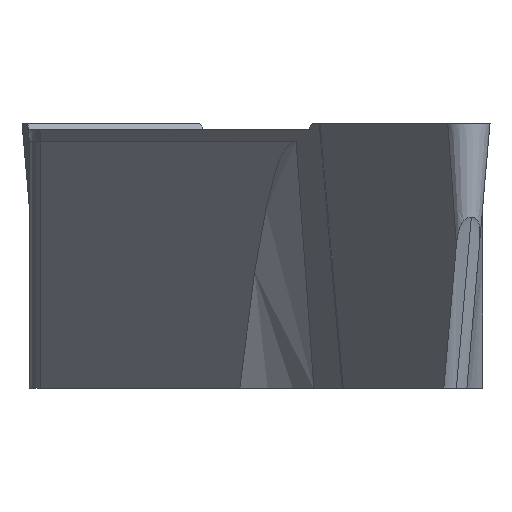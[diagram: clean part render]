
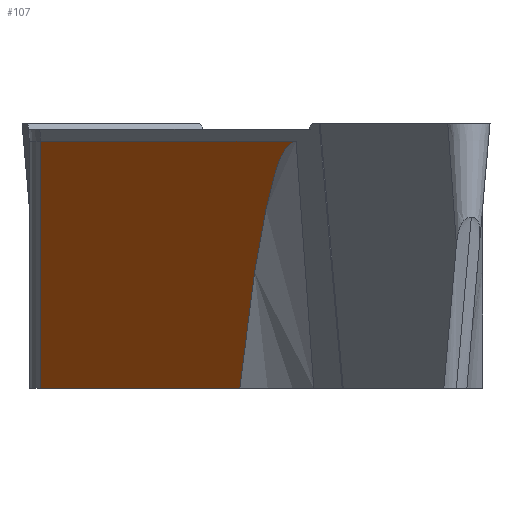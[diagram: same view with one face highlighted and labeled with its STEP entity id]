
A CAD part, front view. The second image highlights one B-rep face of the part: STEP entity #107.
In plain terms, the highlighted planar face has unit normal (-0.819, -0.574, 0).
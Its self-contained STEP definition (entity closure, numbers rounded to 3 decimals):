
#107=ADVANCED_FACE('',(#168),#137,.F.);
#137=PLANE('',#1106);
#168=FACE_OUTER_BOUND('',#202,.T.);
#202=EDGE_LOOP('',(#349,#350,#351,#352,#353));
#349=ORIENTED_EDGE('',*,*,#593,.T.);
#350=ORIENTED_EDGE('',*,*,#610,.T.);
#351=ORIENTED_EDGE('',*,*,#607,.F.);
#352=ORIENTED_EDGE('',*,*,#609,.F.);
#353=ORIENTED_EDGE('',*,*,#580,.T.);
#495=VERTEX_POINT('',#1715);
#496=VERTEX_POINT('',#1717);
#504=VERTEX_POINT('',#1741);
#511=VERTEX_POINT('',#1817);
#512=VERTEX_POINT('',#1818);
#580=EDGE_CURVE('',#496,#495,#843,.T.);
#593=EDGE_CURVE('',#495,#504,#855,.T.);
#607=EDGE_CURVE('',#511,#512,#641,.T.);
#609=EDGE_CURVE('',#496,#511,#643,.T.);
#610=EDGE_CURVE('',#504,#512,#860,.T.);
#641=B_SPLINE_CURVE_WITH_KNOTS('',3,(#1809,#1810,#1811,#1812,#1813,#1814,
#1815,#1816),.UNSPECIFIED.,.F.,.F.,(4,2,2,4),(0.,0.25,0.5,1.),
 .UNSPECIFIED.);
#643=B_SPLINE_CURVE_WITH_KNOTS('',3,(#1826,#1827,#1828,#1829,#1830,#1831,
#1832),.UNSPECIFIED.,.F.,.F.,(4,3,4),(0.,0.07,1.),
 .UNSPECIFIED.);
#843=LINE('',#1716,#953);
#855=LINE('',#1742,#965);
#860=LINE('',#1834,#973);
#953=VECTOR('',#1237,1.);
#965=VECTOR('',#1259,1.);
#973=VECTOR('',#1287,1.);
#1106=AXIS2_PLACEMENT_3D('',#1835,#1288,#1289);
#1237=DIRECTION('',(-0.574,0.819,0.));
#1259=DIRECTION('',(0.,0.,-1.));
#1287=DIRECTION('',(0.574,-0.819,0.));
#1288=DIRECTION('',(0.819,0.574,0.));
#1289=DIRECTION('',(0.574,-0.819,0.));
#1715=CARTESIAN_POINT('',(-3.681,-1.496,-0.3));
#1716=CARTESIAN_POINT('',(-7.602,4.104,-0.3));
#1717=CARTESIAN_POINT('',(0.686,-7.733,-0.3));
#1741=CARTESIAN_POINT('',(-3.681,-1.496,-4.525));
#1742=CARTESIAN_POINT('',(-3.681,-1.496,-0.2));
#1809=CARTESIAN_POINT('',(0.595,-7.604,-0.335));
#1810=CARTESIAN_POINT('',(0.392,-7.314,-0.495));
#1811=CARTESIAN_POINT('',(0.307,-7.193,-0.893));
#1812=CARTESIAN_POINT('',(0.138,-6.951,-1.589));
#1813=CARTESIAN_POINT('',(0.072,-6.856,-1.95));
#1814=CARTESIAN_POINT('',(-0.107,-6.601,-3.041));
#1815=CARTESIAN_POINT('',(-0.197,-6.472,-3.782));
#1816=CARTESIAN_POINT('',(-0.278,-6.357,-4.525));
#1817=CARTESIAN_POINT('',(0.595,-7.604,-0.335));
#1818=CARTESIAN_POINT('',(-0.278,-6.357,-4.525));
#1826=CARTESIAN_POINT('',(0.686,-7.733,-0.3));
#1827=CARTESIAN_POINT('',(0.683,-7.73,-0.3));
#1828=CARTESIAN_POINT('',(0.681,-7.727,-0.3));
#1829=CARTESIAN_POINT('',(0.679,-7.723,-0.3));
#1830=CARTESIAN_POINT('',(0.65,-7.682,-0.302));
#1831=CARTESIAN_POINT('',(0.621,-7.641,-0.315));
#1832=CARTESIAN_POINT('',(0.595,-7.604,-0.335));
#1834=CARTESIAN_POINT('',(0.686,-7.733,-4.525));
#1835=CARTESIAN_POINT('',(0.686,-7.733,-0.2));
